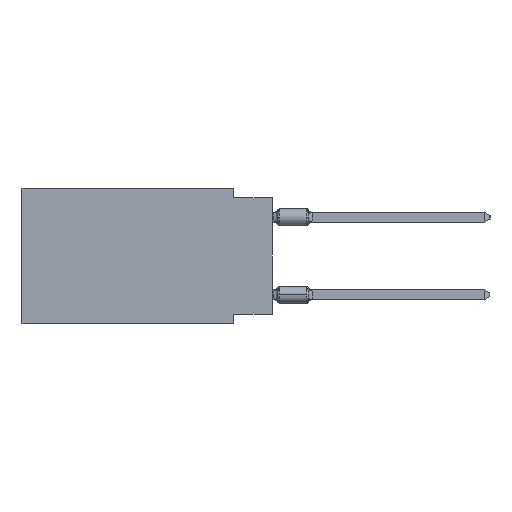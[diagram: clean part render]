
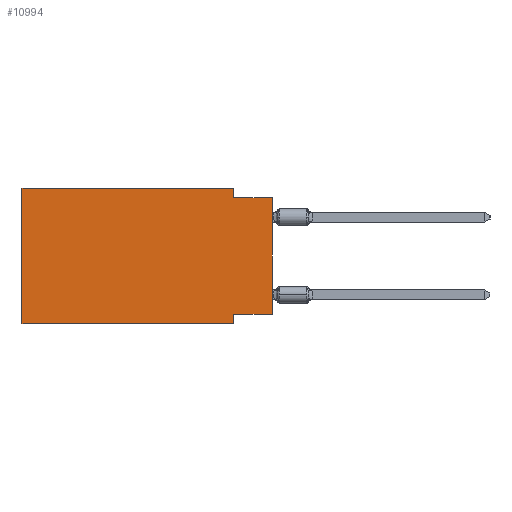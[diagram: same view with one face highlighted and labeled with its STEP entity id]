
A CAD part, left-side view. The second image highlights one B-rep face of the part: STEP entity #10994.
In plain terms, the highlighted planar face has unit normal (-1, 0, 0).
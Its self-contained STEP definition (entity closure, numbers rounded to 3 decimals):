
#643 = ORIENTED_EDGE ( 'NONE', *, *, #22811, .F. ) ;
#1580 = LINE ( 'NONE', #16584, #15314 ) ;
#1869 = CARTESIAN_POINT ( 'NONE',  ( 0., 2.54, 0. ) ) ;
#2886 = EDGE_LOOP ( 'NONE', ( #3476, #5178, #27435, #25724, #8083, #15993, #643, #4779 ) ) ;
#3342 = VERTEX_POINT ( 'NONE', #3496 ) ;
#3476 = ORIENTED_EDGE ( 'NONE', *, *, #28161, .T. ) ;
#3496 = CARTESIAN_POINT ( 'NONE',  ( 0., 0., -8.255 ) ) ;
#3598 = VERTEX_POINT ( 'NONE', #28627 ) ;
#4082 = VERTEX_POINT ( 'NONE', #13909 ) ;
#4779 = ORIENTED_EDGE ( 'NONE', *, *, #22895, .F. ) ;
#5178 = ORIENTED_EDGE ( 'NONE', *, *, #7895, .F. ) ;
#5718 = DIRECTION ( 'NONE',  ( 1., 0., 0. ) ) ;
#6551 = CARTESIAN_POINT ( 'NONE',  ( 0., 2.54, -8.89 ) ) ;
#6893 = VERTEX_POINT ( 'NONE', #6551 ) ;
#7110 = EDGE_CURVE ( 'NONE', #4082, #6893, #10606, .T. ) ;
#7617 = DIRECTION ( 'NONE',  ( 0., -1., 0. ) ) ;
#7895 = EDGE_CURVE ( 'NONE', #29814, #26224, #14696, .T. ) ;
#8083 = ORIENTED_EDGE ( 'NONE', *, *, #29761, .F. ) ;
#8200 = PLANE ( 'NONE',  #26020 ) ;
#9380 = CARTESIAN_POINT ( 'NONE',  ( 0., 0., 0. ) ) ;
#9544 = DIRECTION ( 'NONE',  ( 0., -1., 0. ) ) ;
#10094 = LINE ( 'NONE', #30182, #26098 ) ;
#10606 = LINE ( 'NONE', #28095, #13915 ) ;
#10994 = ADVANCED_FACE ( 'NONE', ( #30753 ), #8200, .F. ) ;
#12302 = CARTESIAN_POINT ( 'NONE',  ( 0., 2.54, -0.635 ) ) ;
#13909 = CARTESIAN_POINT ( 'NONE',  ( 0., 16.383, -8.89 ) ) ;
#13915 = VECTOR ( 'NONE', #9544, 1000. ) ;
#13944 = VERTEX_POINT ( 'NONE', #18339 ) ;
#13945 = VECTOR ( 'NONE', #14416, 1000. ) ;
#14416 = DIRECTION ( 'NONE',  ( 0., 1., 0. ) ) ;
#14489 = LINE ( 'NONE', #9380, #18367 ) ;
#14696 = LINE ( 'NONE', #25222, #21322 ) ;
#15249 = VECTOR ( 'NONE', #19499, 1000. ) ;
#15314 = VECTOR ( 'NONE', #26978, 1000. ) ;
#15993 = ORIENTED_EDGE ( 'NONE', *, *, #7110, .T. ) ;
#16584 = CARTESIAN_POINT ( 'NONE',  ( 0., 16.383, 0. ) ) ;
#17470 = DIRECTION ( 'NONE',  ( 0., -1., 0. ) ) ;
#18339 = CARTESIAN_POINT ( 'NONE',  ( 0., 2.54, 0. ) ) ;
#18367 = VECTOR ( 'NONE', #24521, 1000. ) ;
#19304 = EDGE_CURVE ( 'NONE', #21739, #13944, #10094, .T. ) ;
#19499 = DIRECTION ( 'NONE',  ( 0., 0., -1. ) ) ;
#21322 = VECTOR ( 'NONE', #17470, 1000. ) ;
#21739 = VERTEX_POINT ( 'NONE', #29720 ) ;
#21985 = DIRECTION ( 'NONE',  ( 0., 0., -1. ) ) ;
#22811 = EDGE_CURVE ( 'NONE', #3598, #6893, #31868, .T. ) ;
#22895 = EDGE_CURVE ( 'NONE', #3342, #3598, #26943, .T. ) ;
#23965 = CARTESIAN_POINT ( 'NONE',  ( 0., 2.54, -8.89 ) ) ;
#24521 = DIRECTION ( 'NONE',  ( 0., 0., 1. ) ) ;
#25222 = CARTESIAN_POINT ( 'NONE',  ( 0., 0., -0.635 ) ) ;
#25724 = ORIENTED_EDGE ( 'NONE', *, *, #19304, .F. ) ;
#25820 = DIRECTION ( 'NONE',  ( 0., 0., -1. ) ) ;
#26020 = AXIS2_PLACEMENT_3D ( 'NONE', #28306, #5718, #25820 ) ;
#26098 = VECTOR ( 'NONE', #7617, 1000. ) ;
#26224 = VERTEX_POINT ( 'NONE', #27569 ) ;
#26276 = CARTESIAN_POINT ( 'NONE',  ( 0., 0., -8.255 ) ) ;
#26943 = LINE ( 'NONE', #26276, #13945 ) ;
#26978 = DIRECTION ( 'NONE',  ( 0., 0., 1. ) ) ;
#27265 = LINE ( 'NONE', #1869, #15249 ) ;
#27435 = ORIENTED_EDGE ( 'NONE', *, *, #28434, .F. ) ;
#27569 = CARTESIAN_POINT ( 'NONE',  ( 0., 0., -0.635 ) ) ;
#28095 = CARTESIAN_POINT ( 'NONE',  ( 0., 16.383, -8.89 ) ) ;
#28161 = EDGE_CURVE ( 'NONE', #3342, #26224, #14489, .T. ) ;
#28306 = CARTESIAN_POINT ( 'NONE',  ( 0., 16.383, 0. ) ) ;
#28434 = EDGE_CURVE ( 'NONE', #13944, #29814, #27265, .T. ) ;
#28627 = CARTESIAN_POINT ( 'NONE',  ( 0., 2.54, -8.255 ) ) ;
#29199 = VECTOR ( 'NONE', #21985, 1000. ) ;
#29720 = CARTESIAN_POINT ( 'NONE',  ( 0., 16.383, 0. ) ) ;
#29761 = EDGE_CURVE ( 'NONE', #4082, #21739, #1580, .T. ) ;
#29814 = VERTEX_POINT ( 'NONE', #12302 ) ;
#30182 = CARTESIAN_POINT ( 'NONE',  ( 0., 16.383, 0. ) ) ;
#30753 = FACE_OUTER_BOUND ( 'NONE', #2886, .T. ) ;
#31868 = LINE ( 'NONE', #23965, #29199 ) ;
